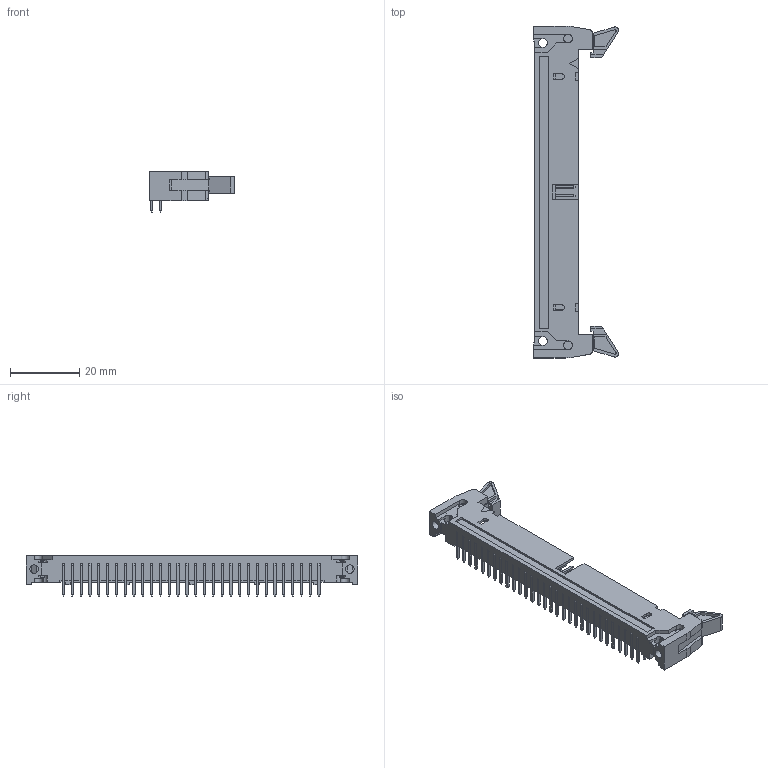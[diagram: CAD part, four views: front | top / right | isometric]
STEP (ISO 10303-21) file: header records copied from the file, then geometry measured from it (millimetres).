
FILE_DESCRIPTION(/* description */ ('Unknown'),/* implementation_level */ '2;1');
FILE_NAME(/* name */ 'J_Wurth_WR-BHD_61206022121',/* time_stamp */ '2025-05-15T11:27:27+08:00',/* author */ ('Unknown'),/* organization */ ('Unknown'),/* preprocessor_version */ 'ST-DEVELOPER v19.4',/* originating_system */ 'Solid Edge',/* authorisation */ 'Unknown');
FILE_SCHEMA (('AUTOMOTIVE_DESIGN {1 0 10303 214 3 1 1}'));
Length unit declared in the file: millimetre
Products named in the file (2): J_Wurth_WR-BHD_61206022121
Assembly tree (1 placements, depth 2):
  J_Wurth_WR-BHD_61206022121
    J_Wurth_WR-BHD_61206022121
Bounding box: 24.5 x 95.7 x 11.71 mm (x, y, z)
Volume: 5922 mm3; surface area: 11109.8 mm2
Topology: 63 solids, 63 shells, 1525 faces, 3870 edges, 2413 vertices
Faces by surface type: plane 1431, cylinder 94
Full cylindrical faces by diameter (mm): 2.5 x16
Entity records: 45023 total; most frequent: CARTESIAN_POINT 7792, ORIENTED_EDGE 7706, DIRECTION 7115, EDGE_CURVE 3853, LINE 3645, VECTOR 3645, VERTEX_POINT 2412, AXIS2_PLACEMENT_3D 1735
